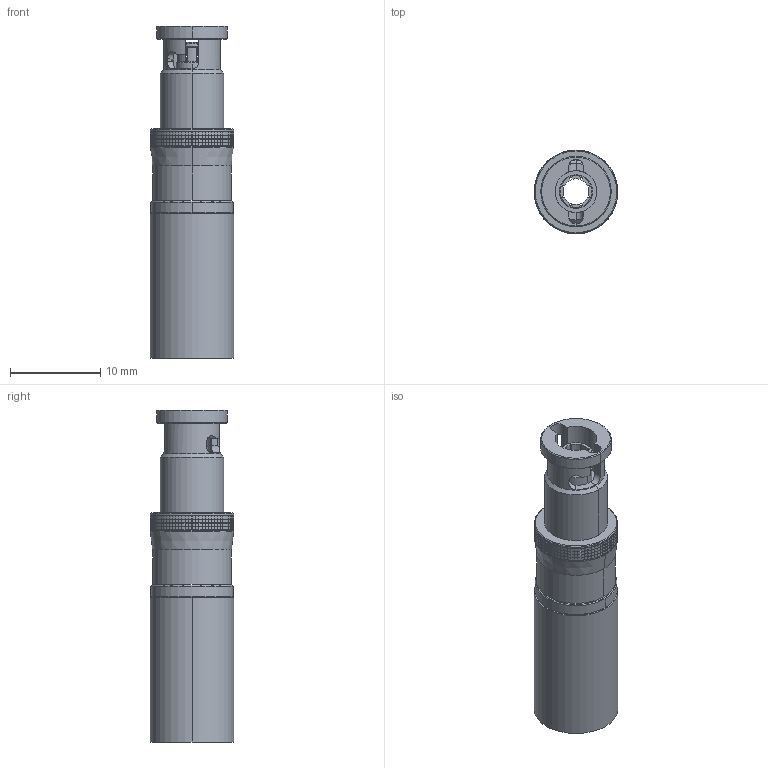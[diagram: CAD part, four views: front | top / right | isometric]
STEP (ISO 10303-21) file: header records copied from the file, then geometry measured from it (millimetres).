
FILE_DESCRIPTION (( 'STEP AP214' ), '1' );
FILE_NAME ('67-005-B66-FJ1.STEP', '2024-07-30T10:13:15', ( '' ), ( '' ), 'SwSTEP 2.0', 'SolidWorks 2023', '' );
FILE_SCHEMA (( 'AUTOMOTIVE_DESIGN' ));
Products named in the file (1): 67-005-B66-FJ1
Bounding box: 9.27 x 9.27 x 36.82 mm (x, y, z)
Surface area: 1680.1 mm2 (no closed solid volume)
Topology: 0 solids, 6 shells, 1542 faces, 3499 edges, 1857 vertices
Faces by surface type: plane 616, cone 565, cylinder 361
Entity records: 42527 total; most frequent: CARTESIAN_POINT 10779, ORIENTED_EDGE 6480, DIRECTION 6444, EDGE_CURVE 3499, AXIS2_PLACEMENT_3D 2678, VERTEX_POINT 1857, EDGE_LOOP 1550, FACE_OUTER_BOUND 1542
